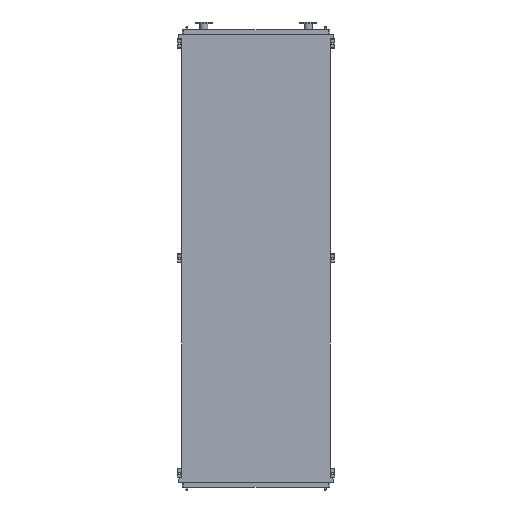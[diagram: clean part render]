
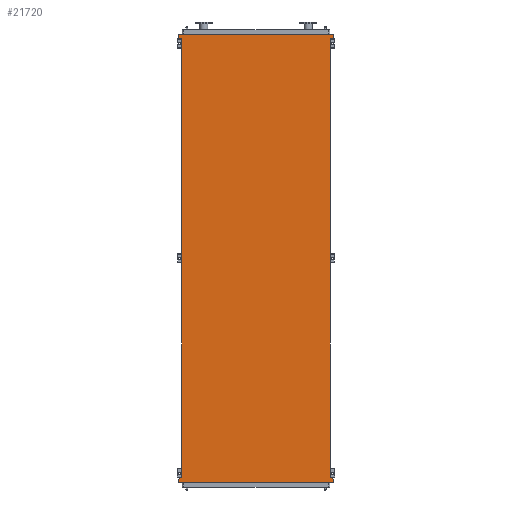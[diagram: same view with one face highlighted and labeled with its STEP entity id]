
A CAD part, front view. The second image highlights one B-rep face of the part: STEP entity #21720.
In plain terms, the highlighted planar face has unit normal (0, -1, 0).
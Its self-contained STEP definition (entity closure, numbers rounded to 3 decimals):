
#457 = LINE ( 'NONE', #21903, #9917 ) ;
#466 = VERTEX_POINT ( 'NONE', #10204 ) ;
#787 = CARTESIAN_POINT ( 'NONE',  ( 1011., 0., 53. ) ) ;
#864 = DIRECTION ( 'NONE',  ( 0., 0., 1. ) ) ;
#1078 = VERTEX_POINT ( 'NONE', #2228 ) ;
#1155 = CARTESIAN_POINT ( 'NONE',  ( -1011., 0., -5703. ) ) ;
#1366 = CARTESIAN_POINT ( 'NONE',  ( -965., 0., -5650. ) ) ;
#1390 = VERTEX_POINT ( 'NONE', #1155 ) ;
#1422 = LINE ( 'NONE', #5155, #20133 ) ;
#1447 = DIRECTION ( 'NONE',  ( 0., 0., -1. ) ) ;
#1577 = EDGE_LOOP ( 'NONE', ( #10534, #11801, #13334, #19660, #6944, #21801, #18037, #10060, #15831, #3567, #23808, #23294 ) ) ;
#1587 = EDGE_CURVE ( 'NONE', #20968, #2337, #18727, .T. ) ;
#1831 = VECTOR ( 'NONE', #21486, 1000. ) ;
#2228 = CARTESIAN_POINT ( 'NONE',  ( 1011., 0., 53. ) ) ;
#2337 = VERTEX_POINT ( 'NONE', #8248 ) ;
#2515 = LINE ( 'NONE', #11168, #21133 ) ;
#2939 = EDGE_CURVE ( 'NONE', #2337, #16938, #14299, .T. ) ;
#3567 = ORIENTED_EDGE ( 'NONE', *, *, #2939, .F. ) ;
#3963 = CARTESIAN_POINT ( 'NONE',  ( -1011., 0., 95. ) ) ;
#4203 = EDGE_CURVE ( 'NONE', #16938, #1390, #457, .T. ) ;
#5155 = CARTESIAN_POINT ( 'NONE',  ( -965., 0., -5650. ) ) ;
#5251 = PLANE ( 'NONE',  #9643 ) ;
#5377 = DIRECTION ( 'NONE',  ( -0.655, 0., 0.755 ) ) ;
#5949 = CARTESIAN_POINT ( 'NONE',  ( -1011., 0., 95. ) ) ;
#6167 = CARTESIAN_POINT ( 'NONE',  ( 1011., 0., 95. ) ) ;
#6702 = EDGE_CURVE ( 'NONE', #1390, #18033, #2515, .T. ) ;
#6878 = LINE ( 'NONE', #23323, #1831 ) ;
#6944 = ORIENTED_EDGE ( 'NONE', *, *, #10412, .F. ) ;
#7634 = CARTESIAN_POINT ( 'NONE',  ( 1011., 0., -5703. ) ) ;
#7855 = VECTOR ( 'NONE', #11432, 1000. ) ;
#7939 = EDGE_CURVE ( 'NONE', #13964, #9589, #19348, .T. ) ;
#8106 = VERTEX_POINT ( 'NONE', #3963 ) ;
#8248 = CARTESIAN_POINT ( 'NONE',  ( 1011., 0., -5745. ) ) ;
#8537 = DIRECTION ( 'NONE',  ( -1., 0., 0. ) ) ;
#8771 = DIRECTION ( 'NONE',  ( 0., 0., 1. ) ) ;
#8824 = VECTOR ( 'NONE', #22225, 1000. ) ;
#9223 = CARTESIAN_POINT ( 'NONE',  ( 1011., 0., -5703. ) ) ;
#9340 = VECTOR ( 'NONE', #8537, 1000. ) ;
#9387 = LINE ( 'NONE', #11511, #18705 ) ;
#9589 = VERTEX_POINT ( 'NONE', #22681 ) ;
#9643 = AXIS2_PLACEMENT_3D ( 'NONE', #1366, #12698, #1447 ) ;
#9917 = VECTOR ( 'NONE', #23761, 1000. ) ;
#10060 = ORIENTED_EDGE ( 'NONE', *, *, #6702, .F. ) ;
#10204 = CARTESIAN_POINT ( 'NONE',  ( 965., 0., 0. ) ) ;
#10412 = EDGE_CURVE ( 'NONE', #9589, #8106, #9387, .T. ) ;
#10534 = ORIENTED_EDGE ( 'NONE', *, *, #21615, .T. ) ;
#11168 = CARTESIAN_POINT ( 'NONE',  ( -1011., 0., -5703. ) ) ;
#11432 = DIRECTION ( 'NONE',  ( 1., 0., 0. ) ) ;
#11511 = CARTESIAN_POINT ( 'NONE',  ( -1011., 0., 53. ) ) ;
#11585 = VECTOR ( 'NONE', #864, 1000. ) ;
#11801 = ORIENTED_EDGE ( 'NONE', *, *, #14165, .F. ) ;
#12061 = CARTESIAN_POINT ( 'NONE',  ( -1011., 0., -5745. ) ) ;
#12217 = CARTESIAN_POINT ( 'NONE',  ( 965., 0., -5650. ) ) ;
#12698 = DIRECTION ( 'NONE',  ( 0., -1., 0. ) ) ;
#12913 = EDGE_CURVE ( 'NONE', #15032, #1078, #6878, .T. ) ;
#13206 = LINE ( 'NONE', #787, #23058 ) ;
#13210 = DIRECTION ( 'NONE',  ( 0.655, 0., 0.755 ) ) ;
#13334 = ORIENTED_EDGE ( 'NONE', *, *, #12913, .F. ) ;
#13400 = DIRECTION ( 'NONE',  ( 0., 0., 1. ) ) ;
#13938 = DIRECTION ( 'NONE',  ( -0.655, 0., -0.755 ) ) ;
#13964 = VERTEX_POINT ( 'NONE', #15257 ) ;
#14165 = EDGE_CURVE ( 'NONE', #1078, #466, #13206, .T. ) ;
#14299 = LINE ( 'NONE', #19668, #9340 ) ;
#14412 = VECTOR ( 'NONE', #5377, 1000. ) ;
#15032 = VERTEX_POINT ( 'NONE', #6167 ) ;
#15055 = CARTESIAN_POINT ( 'NONE',  ( 965., 0., -5650. ) ) ;
#15257 = CARTESIAN_POINT ( 'NONE',  ( -965., 0., 0. ) ) ;
#15387 = FACE_OUTER_BOUND ( 'NONE', #1577, .T. ) ;
#15728 = EDGE_CURVE ( 'NONE', #18033, #13964, #1422, .T. ) ;
#15831 = ORIENTED_EDGE ( 'NONE', *, *, #4203, .F. ) ;
#16265 = CARTESIAN_POINT ( 'NONE',  ( 965., 0., -5650. ) ) ;
#16547 = LINE ( 'NONE', #12217, #11585 ) ;
#16938 = VERTEX_POINT ( 'NONE', #12061 ) ;
#17576 = CARTESIAN_POINT ( 'NONE',  ( -965., 0., -5650. ) ) ;
#17653 = LINE ( 'NONE', #16265, #21980 ) ;
#17742 = LINE ( 'NONE', #5949, #7855 ) ;
#18033 = VERTEX_POINT ( 'NONE', #17576 ) ;
#18037 = ORIENTED_EDGE ( 'NONE', *, *, #15728, .F. ) ;
#18137 = DIRECTION ( 'NONE',  ( 0.655, 0., -0.755 ) ) ;
#18359 = CARTESIAN_POINT ( 'NONE',  ( -965., 0., 0. ) ) ;
#18705 = VECTOR ( 'NONE', #13400, 1000. ) ;
#18727 = LINE ( 'NONE', #9223, #8824 ) ;
#19348 = LINE ( 'NONE', #18359, #14412 ) ;
#19660 = ORIENTED_EDGE ( 'NONE', *, *, #21012, .F. ) ;
#19668 = CARTESIAN_POINT ( 'NONE',  ( 1011., 0., -5745. ) ) ;
#20133 = VECTOR ( 'NONE', #8771, 1000. ) ;
#20968 = VERTEX_POINT ( 'NONE', #7634 ) ;
#21012 = EDGE_CURVE ( 'NONE', #8106, #15032, #17742, .T. ) ;
#21133 = VECTOR ( 'NONE', #13210, 1000. ) ;
#21486 = DIRECTION ( 'NONE',  ( 0., 0., -1. ) ) ;
#21615 = EDGE_CURVE ( 'NONE', #23518, #466, #16547, .T. ) ;
#21720 = ADVANCED_FACE ( 'NONE', ( #15387 ), #5251, .T. ) ;
#21801 = ORIENTED_EDGE ( 'NONE', *, *, #7939, .F. ) ;
#21903 = CARTESIAN_POINT ( 'NONE',  ( -1011., 0., -5745. ) ) ;
#21980 = VECTOR ( 'NONE', #18137, 1000. ) ;
#22225 = DIRECTION ( 'NONE',  ( 0., 0., -1. ) ) ;
#22681 = CARTESIAN_POINT ( 'NONE',  ( -1011., 0., 53. ) ) ;
#23058 = VECTOR ( 'NONE', #13938, 1000. ) ;
#23294 = ORIENTED_EDGE ( 'NONE', *, *, #23302, .F. ) ;
#23302 = EDGE_CURVE ( 'NONE', #23518, #20968, #17653, .T. ) ;
#23323 = CARTESIAN_POINT ( 'NONE',  ( 1011., 0., 95. ) ) ;
#23518 = VERTEX_POINT ( 'NONE', #15055 ) ;
#23761 = DIRECTION ( 'NONE',  ( 0., 0., 1. ) ) ;
#23808 = ORIENTED_EDGE ( 'NONE', *, *, #1587, .F. ) ;
